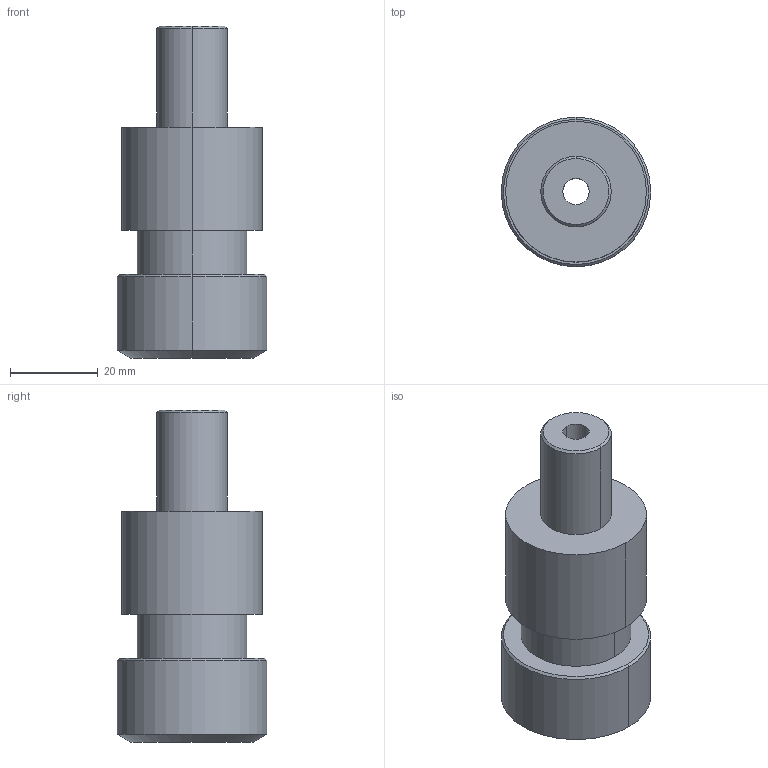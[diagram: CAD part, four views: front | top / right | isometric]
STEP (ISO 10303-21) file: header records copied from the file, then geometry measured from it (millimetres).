
FILE_DESCRIPTION((''),'2;1');
FILE_NAME('8422402089','2020-07-10T07:07:58',('thiemer'),(''),'CREO PARAMETRIC BY PTC INC, 2018400','CREO PARAMETRIC BY PTC INC, 2018400','');
FILE_SCHEMA(('AUTOMOTIVE_DESIGN { 1 0 10303 214 1 1 1 1 }'));
Length unit declared in the file: millimetre
Products named in the file (1): 8422402089
Bounding box: 34 x 34 x 75.5 mm (x, y, z)
Volume: 34866.3 mm3; surface area: 11366.3 mm2
Topology: 1 solids, 1 shells, 28 faces, 56 edges, 34 vertices
Faces by surface type: cylinder 12, cone 10, plane 6
Entity records: 1420 total; most frequent: DIRECTION 182, CARTESIAN_POINT 143, ORIENTED_EDGE 112, PRESENTATION_STYLE_ASSIGNMENT 79, STYLED_ITEM 79, CURVE_STYLE 78, AXIS2_PLACEMENT_3D 75, PROPERTY_DEFINITION 58
